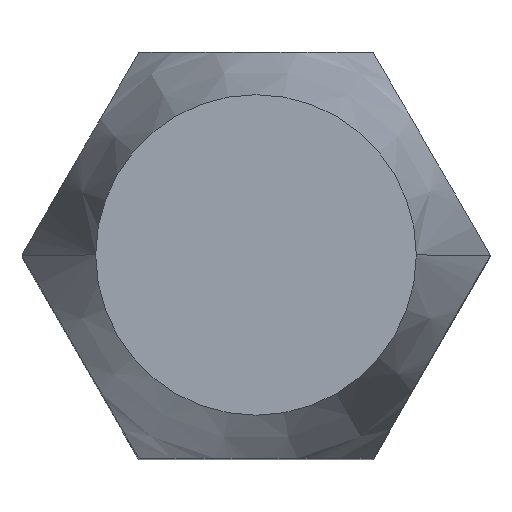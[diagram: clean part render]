
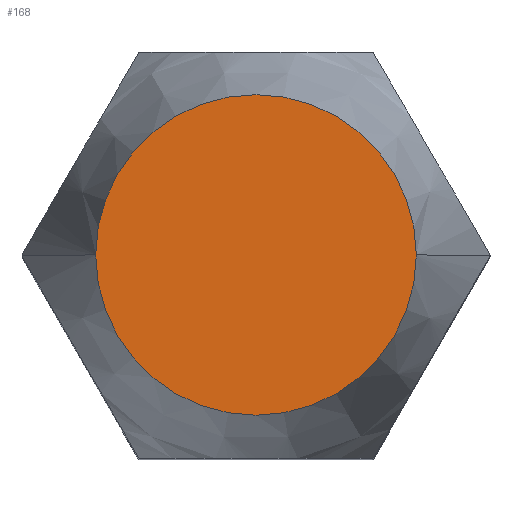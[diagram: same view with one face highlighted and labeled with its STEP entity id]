
A CAD part, top view. The second image highlights one B-rep face of the part: STEP entity #168.
In plain terms, the highlighted planar face has unit normal (0, 0, 1).
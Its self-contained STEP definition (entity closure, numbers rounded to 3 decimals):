
#168=ADVANCED_FACE('',(#442),#443,.T.);
#208=EDGE_CURVE('',#336,#366,#489,.T.);
#256=EDGE_CURVE('',#366,#336,#543,.T.);
#336=VERTEX_POINT('',#629);
#366=VERTEX_POINT('',#662);
#442=FACE_OUTER_BOUND('',#732,.T.);
#443=PLANE('',#733);
#489=CIRCLE('',#793,7.5);
#543=CIRCLE('',#874,7.5);
#629=CARTESIAN_POINT('',(-7.5,0.,50.0));
#662=CARTESIAN_POINT('',(7.5,0.,50.0));
#732=EDGE_LOOP('',(#1157,#1158));
#733=AXIS2_PLACEMENT_3D('',#1159,#1160,#1161);
#793=AXIS2_PLACEMENT_3D('',#1234,#1235,#1236);
#874=AXIS2_PLACEMENT_3D('',#1320,#1321,#1322);
#1157=ORIENTED_EDGE('',*,*,#208,.T.);
#1158=ORIENTED_EDGE('',*,*,#256,.T.);
#1159=CARTESIAN_POINT('',(-3.75,0.,50.0));
#1160=DIRECTION('',(0.0,0.0,1.0));
#1161=DIRECTION('',(-1.0,0.,0.0));
#1234=CARTESIAN_POINT('',(0.,0.,50.0));
#1235=DIRECTION('',(0.0,0.0,1.0));
#1236=DIRECTION('',(-1.0,0.,0.0));
#1320=CARTESIAN_POINT('',(0.,0.,50.0));
#1321=DIRECTION('',(0.0,0.0,1.0));
#1322=DIRECTION('',(-1.0,0.,0.0));
